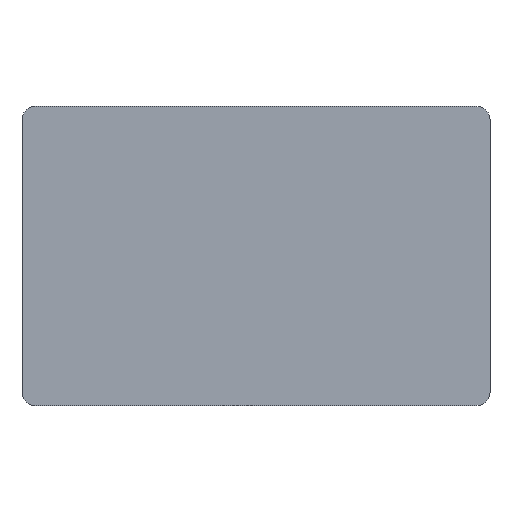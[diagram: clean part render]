
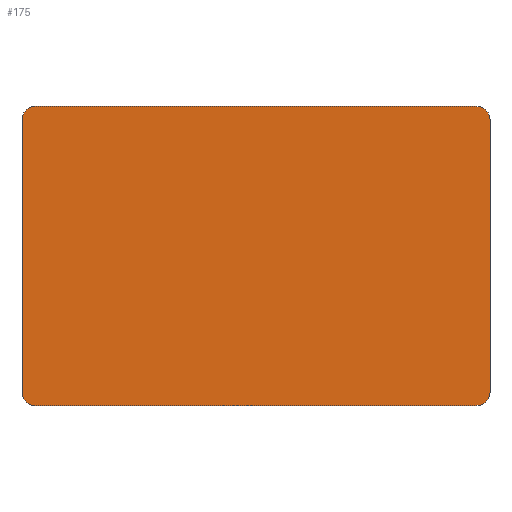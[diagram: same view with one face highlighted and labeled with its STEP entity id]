
A CAD part, front view. The second image highlights one B-rep face of the part: STEP entity #175.
In plain terms, the highlighted planar face has unit normal (0, -1, 0).
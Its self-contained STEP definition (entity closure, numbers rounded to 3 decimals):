
#16=PLANE('',#210);
#23=FACE_OUTER_BOUND('',#33,.T.);
#33=EDGE_LOOP('',(#129,#130,#131,#132,#133,#134,#135,#136));
#43=LINE('',#290,#59);
#46=LINE('',#296,#62);
#47=LINE('',#300,#63);
#48=LINE('',#304,#64);
#59=VECTOR('',#236,10.);
#62=VECTOR('',#241,10.);
#63=VECTOR('',#244,10.);
#64=VECTOR('',#247,10.);
#74=CIRCLE('',#208,1.);
#75=CIRCLE('',#211,1.);
#76=CIRCLE('',#212,1.);
#77=CIRCLE('',#213,1.);
#83=VERTEX_POINT('',#283);
#84=VERTEX_POINT('',#285);
#85=VERTEX_POINT('',#289);
#87=VERTEX_POINT('',#295);
#88=VERTEX_POINT('',#297);
#89=VERTEX_POINT('',#299);
#90=VERTEX_POINT('',#301);
#91=VERTEX_POINT('',#303);
#99=EDGE_CURVE('',#83,#84,#74,.T.);
#101=EDGE_CURVE('',#84,#85,#43,.T.);
#104=EDGE_CURVE('',#87,#83,#46,.T.);
#105=EDGE_CURVE('',#88,#87,#75,.T.);
#106=EDGE_CURVE('',#89,#88,#47,.T.);
#107=EDGE_CURVE('',#90,#89,#76,.T.);
#108=EDGE_CURVE('',#91,#90,#48,.T.);
#109=EDGE_CURVE('',#85,#91,#77,.T.);
#129=ORIENTED_EDGE('',*,*,#99,.F.);
#130=ORIENTED_EDGE('',*,*,#104,.F.);
#131=ORIENTED_EDGE('',*,*,#105,.F.);
#132=ORIENTED_EDGE('',*,*,#106,.F.);
#133=ORIENTED_EDGE('',*,*,#107,.F.);
#134=ORIENTED_EDGE('',*,*,#108,.F.);
#135=ORIENTED_EDGE('',*,*,#109,.F.);
#136=ORIENTED_EDGE('',*,*,#101,.F.);
#175=ADVANCED_FACE('',(#23),#16,.F.);
#208=AXIS2_PLACEMENT_3D('',#286,#231,#232);
#210=AXIS2_PLACEMENT_3D('',#294,#239,#240);
#211=AXIS2_PLACEMENT_3D('',#298,#242,#243);
#212=AXIS2_PLACEMENT_3D('',#302,#245,#246);
#213=AXIS2_PLACEMENT_3D('',#305,#248,#249);
#231=DIRECTION('center_axis',(0.,1.,0.));
#232=DIRECTION('ref_axis',(-0.707,0.,0.707));
#236=DIRECTION('',(1.,0.,0.));
#239=DIRECTION('center_axis',(0.,1.,0.));
#240=DIRECTION('ref_axis',(0.,0.,1.));
#241=DIRECTION('',(0.,0.,1.));
#242=DIRECTION('center_axis',(0.,1.,0.));
#243=DIRECTION('ref_axis',(-0.707,0.,-0.707));
#244=DIRECTION('',(-1.,0.,0.));
#245=DIRECTION('center_axis',(0.,1.,0.));
#246=DIRECTION('ref_axis',(0.707,0.,-0.707));
#247=DIRECTION('',(0.,0.,-1.));
#248=DIRECTION('center_axis',(0.,1.,0.));
#249=DIRECTION('ref_axis',(0.707,0.,0.707));
#283=CARTESIAN_POINT('',(-36.,0.,-1.));
#285=CARTESIAN_POINT('',(-35.,0.,0.));
#286=CARTESIAN_POINT('Origin',(-35.,0.,-1.));
#289=CARTESIAN_POINT('',(-1.,0.,0.));
#290=CARTESIAN_POINT('',(-36.,0.,0.));
#294=CARTESIAN_POINT('Origin',(-18.,0.,-11.5));
#295=CARTESIAN_POINT('',(-36.,0.,-22.));
#296=CARTESIAN_POINT('',(-36.,0.,-23.));
#297=CARTESIAN_POINT('',(-35.,0.,-23.));
#298=CARTESIAN_POINT('Origin',(-35.,0.,-22.));
#299=CARTESIAN_POINT('',(-1.,0.,-23.));
#300=CARTESIAN_POINT('',(0.,0.,-23.));
#301=CARTESIAN_POINT('',(0.,0.,-22.));
#302=CARTESIAN_POINT('Origin',(-1.,0.,-22.));
#303=CARTESIAN_POINT('',(0.,0.,-1.));
#304=CARTESIAN_POINT('',(0.,0.,0.));
#305=CARTESIAN_POINT('Origin',(-1.,0.,-1.));
